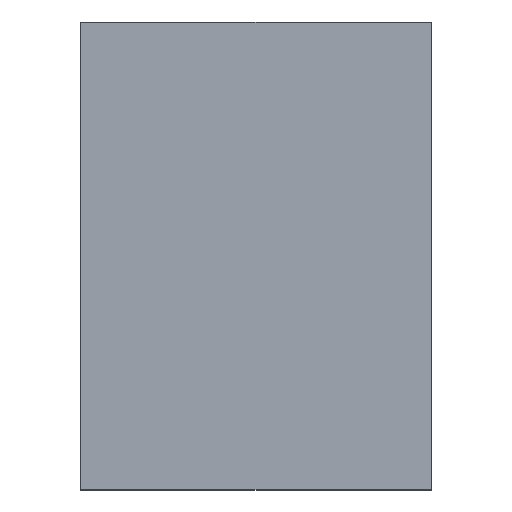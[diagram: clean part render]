
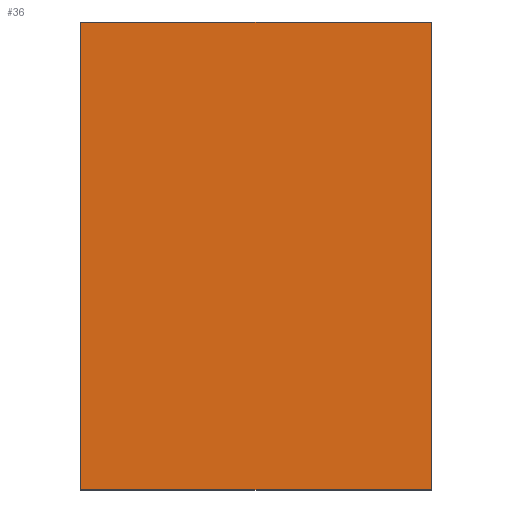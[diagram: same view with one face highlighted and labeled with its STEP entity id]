
A CAD part, top view. The second image highlights one B-rep face of the part: STEP entity #36.
In plain terms, the highlighted planar face has unit normal (0, 0, 1).
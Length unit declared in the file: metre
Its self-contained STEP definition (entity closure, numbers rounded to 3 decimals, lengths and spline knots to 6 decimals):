
#36 = ADVANCED_FACE( '', ( #71 ), #72, .F. );
#71 = FACE_OUTER_BOUND( '', #102, .T. );
#72 = PLANE( '', #103 );
#102 = EDGE_LOOP( '', ( #139, #140, #141, #142 ) );
#103 = AXIS2_PLACEMENT_3D( '', #143, #144, #145 );
#139 = ORIENTED_EDGE( '', *, *, #197, .T. );
#140 = ORIENTED_EDGE( '', *, *, #200, .F. );
#141 = ORIENTED_EDGE( '', *, *, #201, .F. );
#142 = ORIENTED_EDGE( '', *, *, #202, .T. );
#143 = CARTESIAN_POINT( '', ( 0.01575, 0., 0.0452 ) );
#144 = DIRECTION( '', ( 0., 0., -1. ) );
#145 = DIRECTION( '', ( -1., 0., 0. ) );
#197 = EDGE_CURVE( '', #230, #228, #231, .T. );
#200 = EDGE_CURVE( '', #234, #228, #235, .T. );
#201 = EDGE_CURVE( '', #236, #234, #237, .T. );
#202 = EDGE_CURVE( '', #236, #230, #238, .T. );
#228 = VERTEX_POINT( '', #271 );
#230 = VERTEX_POINT( '', #274 );
#231 = LINE( '', #275, #276 );
#234 = VERTEX_POINT( '', #280 );
#235 = LINE( '', #281, #282 );
#236 = VERTEX_POINT( '', #283 );
#237 = LINE( '', #284, #285 );
#238 = LINE( '', #286, #287 );
#271 = CARTESIAN_POINT( '', ( 0.04575, 0.02, 0.0452 ) );
#274 = CARTESIAN_POINT( '', ( 0.04575, -0.02, 0.0452 ) );
#275 = CARTESIAN_POINT( '', ( 0.04575, 0., 0.0452 ) );
#276 = VECTOR( '', #315, 1. );
#280 = CARTESIAN_POINT( '', ( 0.01575, 0.02, 0.0452 ) );
#281 = CARTESIAN_POINT( '', ( 0.01575, 0.02, 0.0452 ) );
#282 = VECTOR( '', #317, 1. );
#283 = CARTESIAN_POINT( '', ( 0.01575, -0.02, 0.0452 ) );
#284 = CARTESIAN_POINT( '', ( 0.01575, 0., 0.0452 ) );
#285 = VECTOR( '', #318, 1. );
#286 = CARTESIAN_POINT( '', ( 0.01575, -0.02, 0.0452 ) );
#287 = VECTOR( '', #319, 1. );
#315 = DIRECTION( '', ( 0., 1., 0. ) );
#317 = DIRECTION( '', ( 1., 0., 0. ) );
#318 = DIRECTION( '', ( 0., 1., 0. ) );
#319 = DIRECTION( '', ( 1., 0., 0. ) );
